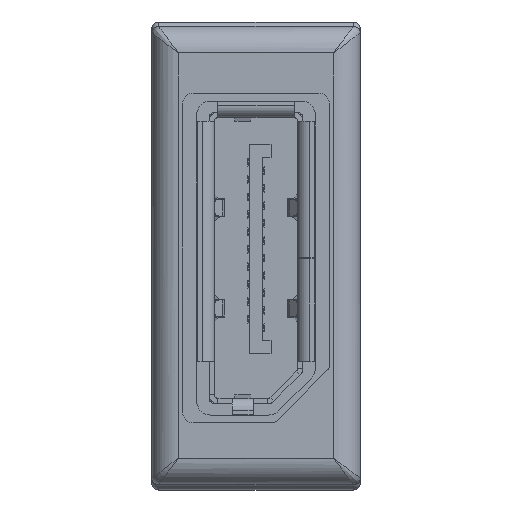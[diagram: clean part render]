
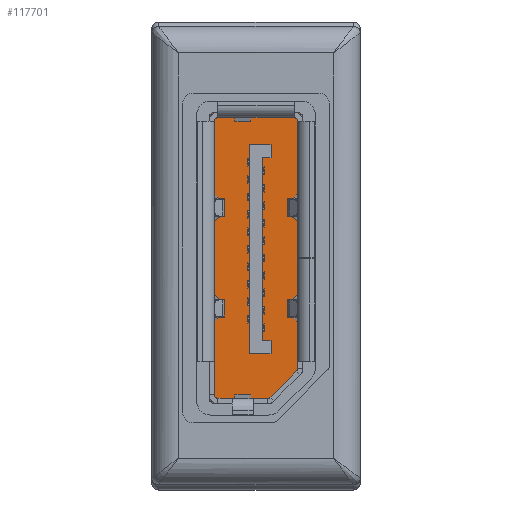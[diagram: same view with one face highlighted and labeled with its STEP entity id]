
A CAD part, left-side view. The second image highlights one B-rep face of the part: STEP entity #117701.
In plain terms, the highlighted planar face has unit normal (-1, 0, 0).
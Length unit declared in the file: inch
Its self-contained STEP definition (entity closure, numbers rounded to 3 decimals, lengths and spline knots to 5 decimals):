
#1191 = CARTESIAN_POINT ( 'NONE',  ( -0.40535, 0.096, -0.32875 ) ) ;
#12077 = EDGE_CURVE ( 'NONE', #95618, #35167, #52478, .T. ) ;
#13330 = CARTESIAN_POINT ( 'NONE',  ( -0.40535, 0.096, 0.32875 ) ) ;
#17888 = DIRECTION ( 'NONE',  ( 0., 0., 1. ) ) ;
#18316 = VECTOR ( 'NONE', #17888, 39.37008 ) ;
#21114 = CARTESIAN_POINT ( 'NONE',  ( -0.40535, -0.1, 0.32875 ) ) ;
#23282 = DIRECTION ( 'NONE',  ( 0., -1., 0. ) ) ;
#24529 = FACE_OUTER_BOUND ( 'NONE', #80275, .T. ) ;
#26127 = LINE ( 'NONE', #1191, #52305 ) ;
#26297 = VECTOR ( 'NONE', #115925, 39.37008 ) ;
#28428 = EDGE_CURVE ( 'NONE', #35167, #48333, #26127, .T. ) ;
#35167 = VERTEX_POINT ( 'NONE', #46783 ) ;
#37568 = VECTOR ( 'NONE', #23282, 39.37008 ) ;
#39462 = CARTESIAN_POINT ( 'NONE',  ( -0.40535, -0.1, -0.32875 ) ) ;
#39594 = AXIS2_PLACEMENT_3D ( 'NONE', #106515, #126708, #67994 ) ;
#46783 = CARTESIAN_POINT ( 'NONE',  ( -0.40535, 0.1, -0.32875 ) ) ;
#47323 = CARTESIAN_POINT ( 'NONE',  ( -0.40535, 0.1, -0.30875 ) ) ;
#48333 = VERTEX_POINT ( 'NONE', #39462 ) ;
#52305 = VECTOR ( 'NONE', #60133, 39.37008 ) ;
#52478 = LINE ( 'NONE', #47323, #26297 ) ;
#54416 = ORIENTED_EDGE ( 'NONE', *, *, #110454, .T. ) ;
#60133 = DIRECTION ( 'NONE',  ( 0., -1., 0. ) ) ;
#62411 = ORIENTED_EDGE ( 'NONE', *, *, #103028, .F. ) ;
#66984 = CARTESIAN_POINT ( 'NONE',  ( -0.40535, -0.1, 0.30875 ) ) ;
#67343 = VERTEX_POINT ( 'NONE', #21114 ) ;
#67994 = DIRECTION ( 'NONE',  ( 0., 0., -1. ) ) ;
#70702 = LINE ( 'NONE', #66984, #18316 ) ;
#80275 = EDGE_LOOP ( 'NONE', ( #119677, #54416, #62411, #107849 ) ) ;
#95618 = VERTEX_POINT ( 'NONE', #106973 ) ;
#103028 = EDGE_CURVE ( 'NONE', #95618, #67343, #115883, .T. ) ;
#106515 = CARTESIAN_POINT ( 'NONE',  ( -0.40535, 0.096, 0.32875 ) ) ;
#106932 = PLANE ( 'NONE',  #39594 ) ;
#106973 = CARTESIAN_POINT ( 'NONE',  ( -0.40535, 0.1, 0.32875 ) ) ;
#107849 = ORIENTED_EDGE ( 'NONE', *, *, #12077, .T. ) ;
#110454 = EDGE_CURVE ( 'NONE', #48333, #67343, #70702, .T. ) ;
#115883 = LINE ( 'NONE', #13330, #37568 ) ;
#115925 = DIRECTION ( 'NONE',  ( 0., 0., -1. ) ) ;
#117701 = ADVANCED_FACE ( 'NONE', ( #24529 ), #106932, .F. ) ;
#119677 = ORIENTED_EDGE ( 'NONE', *, *, #28428, .T. ) ;
#126708 = DIRECTION ( 'NONE',  ( 1., 0., 0. ) ) ;
